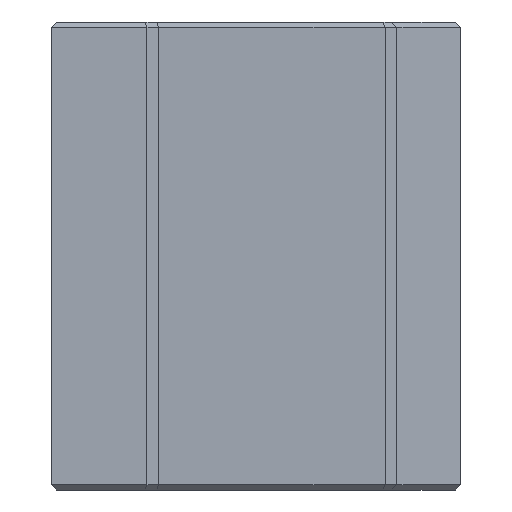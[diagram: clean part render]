
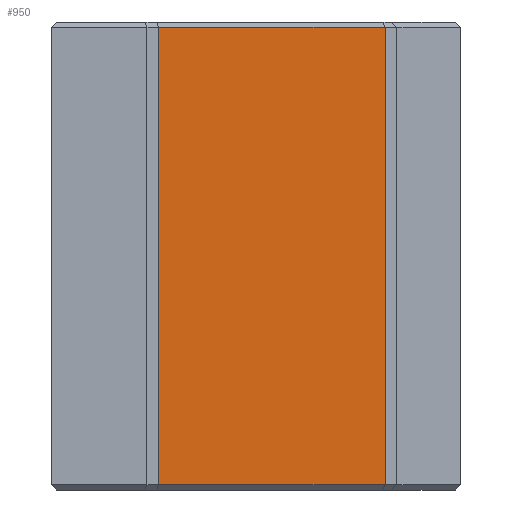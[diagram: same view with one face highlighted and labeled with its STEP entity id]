
A CAD part, left-side view. The second image highlights one B-rep face of the part: STEP entity #950.
In plain terms, the highlighted planar face has unit normal (-1, 0, 0).
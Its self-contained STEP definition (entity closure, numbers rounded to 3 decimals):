
#6 = AXIS2_PLACEMENT_3D ( 'NONE', #1445, #1451, #1452 ) ;
#822 = EDGE_LOOP ( 'NONE', ( #2466, #2467, #2468, #2469 ) ) ;
#950 = ADVANCED_FACE ( 'NONE', ( #3507 ), #1442, .F. ) ;
#1052 = VERTEX_POINT ( 'NONE', #1739 ) ;
#1061 = VERTEX_POINT ( 'NONE', #1748 ) ;
#1063 = VERTEX_POINT ( 'NONE', #1750 ) ;
#1066 = VERTEX_POINT ( 'NONE', #1753 ) ;
#1442 = PLANE ( 'NONE',  #6 ) ;
#1445 = CARTESIAN_POINT ( 'NONE',  ( -23.886, 8.886, 22. ) ) ;
#1451 = DIRECTION ( 'NONE',  ( 1., 0., 0. ) ) ;
#1452 = DIRECTION ( 'NONE',  ( 0., 0., -1. ) ) ;
#1739 = CARTESIAN_POINT ( 'NONE',  ( -23.886, 8.886, -21.5 ) ) ;
#1748 = CARTESIAN_POINT ( 'NONE',  ( -23.886, -12.386, -21.5 ) ) ;
#1750 = CARTESIAN_POINT ( 'NONE',  ( -23.886, 8.886, 21.5 ) ) ;
#1753 = CARTESIAN_POINT ( 'NONE',  ( -23.886, -12.386, 21.5 ) ) ;
#1966 = CARTESIAN_POINT ( 'NONE',  ( -23.886, 8.886, 22. ) ) ;
#1967 = DIRECTION ( 'NONE',  ( 0., 0., -1. ) ) ;
#1968 = CARTESIAN_POINT ( 'NONE',  ( -23.886, 8.886, 21.5 ) ) ;
#1970 = CARTESIAN_POINT ( 'NONE',  ( -23.886, 8.886, -21.5 ) ) ;
#1971 = DIRECTION ( 'NONE',  ( 0., -1., 0. ) ) ;
#1972 = CARTESIAN_POINT ( 'NONE',  ( -23.886, -12.386, 22. ) ) ;
#1973 = DIRECTION ( 'NONE',  ( 0., 0., -1. ) ) ;
#1975 = DIRECTION ( 'NONE',  ( 0., 1., 0. ) ) ;
#2466 = ORIENTED_EDGE ( 'NONE', *, *, #3076, .T. ) ;
#2467 = ORIENTED_EDGE ( 'NONE', *, *, #3078, .T. ) ;
#2468 = ORIENTED_EDGE ( 'NONE', *, *, #3079, .F. ) ;
#2469 = ORIENTED_EDGE ( 'NONE', *, *, #3080, .T. ) ;
#3076 = EDGE_CURVE ( 'NONE', #1063, #1052, #3649, .T. ) ;
#3078 = EDGE_CURVE ( 'NONE', #1052, #1061, #3653, .T. ) ;
#3079 = EDGE_CURVE ( 'NONE', #1066, #1061, #3655, .T. ) ;
#3080 = EDGE_CURVE ( 'NONE', #1066, #1063, #3637, .T. ) ;
#3507 = FACE_OUTER_BOUND ( 'NONE', #822, .T. ) ;
#3637 = LINE ( 'NONE', #1968, #3657 ) ;
#3649 = LINE ( 'NONE', #1966, #3650 ) ;
#3650 = VECTOR ( 'NONE', #1967, 1000. ) ;
#3653 = LINE ( 'NONE', #1970, #3654 ) ;
#3654 = VECTOR ( 'NONE', #1971, 1000. ) ;
#3655 = LINE ( 'NONE', #1972, #3656 ) ;
#3656 = VECTOR ( 'NONE', #1973, 1000. ) ;
#3657 = VECTOR ( 'NONE', #1975, 1000. ) ;
